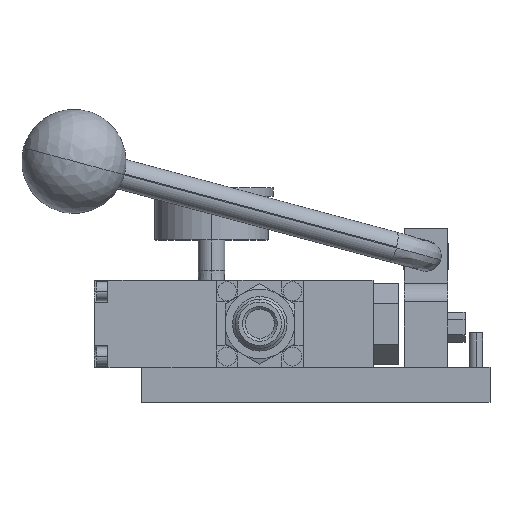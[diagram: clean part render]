
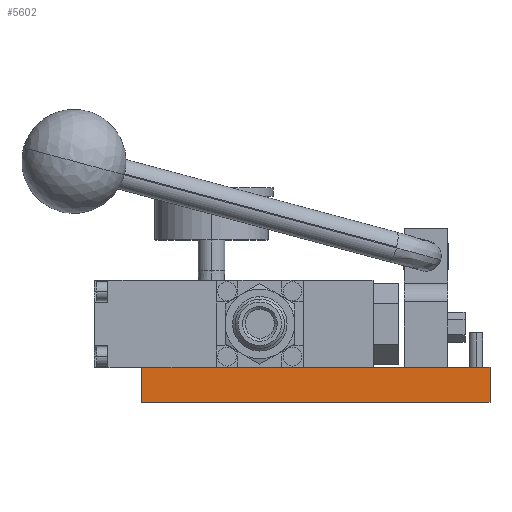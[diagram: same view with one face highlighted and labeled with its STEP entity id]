
A CAD part, top view. The second image highlights one B-rep face of the part: STEP entity #5602.
In plain terms, the highlighted planar face has unit normal (0, 0, 1).
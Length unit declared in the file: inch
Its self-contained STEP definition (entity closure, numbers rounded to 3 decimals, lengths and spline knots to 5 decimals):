
#420=DIRECTION('',(0.,1.,0.));
#421=VECTOR('',#420,0.5);
#422=CARTESIAN_POINT('',(2.5,0.,0.75));
#423=LINE('',#422,#421);
#427=DIRECTION('',(1.,0.,0.));
#428=VECTOR('',#427,5.);
#429=CARTESIAN_POINT('',(-2.5,0.,0.75));
#430=LINE('',#429,#428);
#434=DIRECTION('',(0.,-1.,0.));
#435=VECTOR('',#434,0.5);
#436=CARTESIAN_POINT('',(-2.5,0.5,0.75));
#437=LINE('',#436,#435);
#441=DIRECTION('',(-1.,0.,0.));
#442=VECTOR('',#441,2.68);
#443=CARTESIAN_POINT('',(2.5,0.5,0.75));
#444=LINE('',#443,#442);
#2523=DIRECTION('',(1.,0.,0.));
#2524=VECTOR('',#2523,1.25);
#2525=CARTESIAN_POINT('',(-1.43,0.5,0.75));
#2526=LINE('',#2525,#2524);
#2698=DIRECTION('',(1.,0.,0.));
#2699=VECTOR('',#2698,1.07);
#2700=CARTESIAN_POINT('',(-2.5,0.5,0.75));
#2701=LINE('',#2700,#2699);
#4420=CARTESIAN_POINT('',(-2.5,0.5,0.75));
#4422=VERTEX_POINT('',#4420);
#4427=CARTESIAN_POINT('',(-1.43,0.5,0.75));
#4428=VERTEX_POINT('',#4427);
#4441=CARTESIAN_POINT('',(-0.18,0.5,0.75));
#4443=VERTEX_POINT('',#4441);
#4451=CARTESIAN_POINT('',(2.5,0.,0.75));
#4452=CARTESIAN_POINT('',(2.5,0.5,0.75));
#4453=VERTEX_POINT('',#4451);
#4454=VERTEX_POINT('',#4452);
#4455=CARTESIAN_POINT('',(-2.5,0.,0.75));
#4456=VERTEX_POINT('',#4455);
#5584=CARTESIAN_POINT('',(-2.6,-0.0113,0.75));
#5585=DIRECTION('',(0.,0.,1.));
#5586=DIRECTION('',(1.,0.,0.));
#5587=AXIS2_PLACEMENT_3D('',#5584,#5585,#5586);
#5588=PLANE('',#5587);
#5590=ORIENTED_EDGE('',*,*,#5589,.F.);
#5592=ORIENTED_EDGE('',*,*,#5591,.F.);
#5593=ORIENTED_EDGE('',*,*,#5565,.F.);
#5595=ORIENTED_EDGE('',*,*,#5594,.T.);
#5597=ORIENTED_EDGE('',*,*,#5596,.T.);
#5599=ORIENTED_EDGE('',*,*,#5598,.F.);
#5600=EDGE_LOOP('',(#5590,#5592,#5593,#5595,#5597,#5599));
#5601=FACE_OUTER_BOUND('',#5600,.F.);
#5565=EDGE_CURVE('',#4422,#4456,#437,.T.);
#5589=EDGE_CURVE('',#4453,#4454,#423,.T.);
#5591=EDGE_CURVE('',#4456,#4453,#430,.T.);
#5594=EDGE_CURVE('',#4422,#4428,#2701,.T.);
#5596=EDGE_CURVE('',#4428,#4443,#2526,.T.);
#5598=EDGE_CURVE('',#4454,#4443,#444,.T.);
#5602=ADVANCED_FACE('',(#5601),#5588,.T.);
